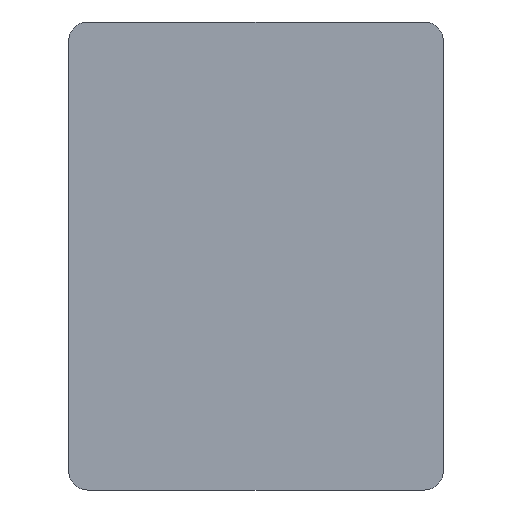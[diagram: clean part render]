
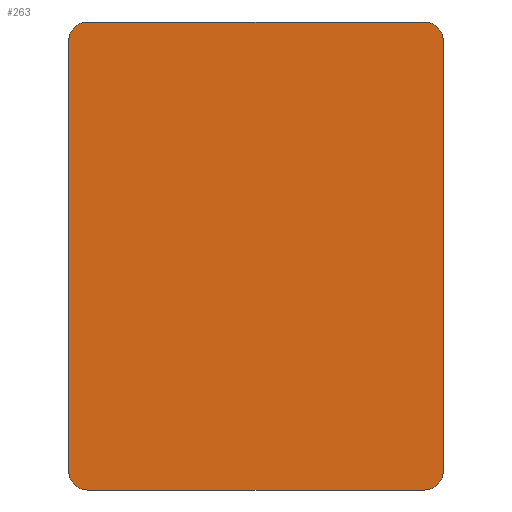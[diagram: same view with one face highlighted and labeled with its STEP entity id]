
A CAD part, front view. The second image highlights one B-rep face of the part: STEP entity #263.
In plain terms, the highlighted planar face has unit normal (0, -1, 0).
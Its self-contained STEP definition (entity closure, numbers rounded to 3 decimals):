
#3 = EDGE_CURVE ( 'NONE', #32, #75, #324, .T. ) ;
#4 = ORIENTED_EDGE ( 'NONE', *, *, #233, .T. ) ;
#7 = CARTESIAN_POINT ( 'NONE',  ( -18., 0., 25. ) ) ;
#8 = CARTESIAN_POINT ( 'NONE',  ( -20., 0., -25. ) ) ;
#11 = LINE ( 'NONE', #138, #160 ) ;
#32 = VERTEX_POINT ( 'NONE', #7 ) ;
#33 = EDGE_LOOP ( 'NONE', ( #323, #99, #82, #4, #178, #249, #268, #198 ) ) ;
#35 = EDGE_CURVE ( 'NONE', #152, #47, #273, .T. ) ;
#37 = LINE ( 'NONE', #206, #222 ) ;
#39 = EDGE_CURVE ( 'NONE', #297, #227, #219, .T. ) ;
#41 = CARTESIAN_POINT ( 'NONE',  ( 18., 0., -23. ) ) ;
#42 = CARTESIAN_POINT ( 'NONE',  ( -18., 0., -25. ) ) ;
#44 = DIRECTION ( 'NONE',  ( 0., -1., 0. ) ) ;
#45 = EDGE_CURVE ( 'NONE', #118, #75, #93, .T. ) ;
#47 = VERTEX_POINT ( 'NONE', #42 ) ;
#53 = AXIS2_PLACEMENT_3D ( 'NONE', #41, #229, #74 ) ;
#65 = EDGE_CURVE ( 'NONE', #297, #121, #37, .T. ) ;
#68 = CARTESIAN_POINT ( 'NONE',  ( 18., 0., 23. ) ) ;
#69 = CIRCLE ( 'NONE', #334, 2. ) ;
#72 = DIRECTION ( 'NONE',  ( 0., -1., 0. ) ) ;
#74 = DIRECTION ( 'NONE',  ( 0., 0., 1. ) ) ;
#75 = VERTEX_POINT ( 'NONE', #333 ) ;
#78 = CARTESIAN_POINT ( 'NONE',  ( 20., 0., -23. ) ) ;
#82 = ORIENTED_EDGE ( 'NONE', *, *, #35, .F. ) ;
#86 = DIRECTION ( 'NONE',  ( 1., 0., 0. ) ) ;
#93 = LINE ( 'NONE', #158, #253 ) ;
#99 = ORIENTED_EDGE ( 'NONE', *, *, #187, .T. ) ;
#100 = VECTOR ( 'NONE', #223, 1000. ) ;
#105 = CARTESIAN_POINT ( 'NONE',  ( -20., 0., -23. ) ) ;
#110 = DIRECTION ( 'NONE',  ( 0., -1., 0. ) ) ;
#111 = AXIS2_PLACEMENT_3D ( 'NONE', #112, #166, #319 ) ;
#112 = CARTESIAN_POINT ( 'NONE',  ( 0., 0., 0. ) ) ;
#116 = AXIS2_PLACEMENT_3D ( 'NONE', #68, #44, #202 ) ;
#118 = VERTEX_POINT ( 'NONE', #105 ) ;
#121 = VERTEX_POINT ( 'NONE', #78 ) ;
#138 = CARTESIAN_POINT ( 'NONE',  ( -20., 0., 25. ) ) ;
#139 = CARTESIAN_POINT ( 'NONE',  ( 20., 0., 23. ) ) ;
#152 = VERTEX_POINT ( 'NONE', #232 ) ;
#156 = DIRECTION ( 'NONE',  ( 0., 0., 1. ) ) ;
#158 = CARTESIAN_POINT ( 'NONE',  ( -20., 0., -25. ) ) ;
#160 = VECTOR ( 'NONE', #86, 1000. ) ;
#164 = DIRECTION ( 'NONE',  ( 0., 0., -1. ) ) ;
#166 = DIRECTION ( 'NONE',  ( 0., 1., 0. ) ) ;
#168 = CARTESIAN_POINT ( 'NONE',  ( 18., 0., 25. ) ) ;
#178 = ORIENTED_EDGE ( 'NONE', *, *, #65, .F. ) ;
#187 = EDGE_CURVE ( 'NONE', #118, #47, #69, .T. ) ;
#198 = ORIENTED_EDGE ( 'NONE', *, *, #3, .T. ) ;
#202 = DIRECTION ( 'NONE',  ( 0., 0., 1. ) ) ;
#206 = CARTESIAN_POINT ( 'NONE',  ( 20., 0., -25. ) ) ;
#214 = PLANE ( 'NONE',  #111 ) ;
#219 = CIRCLE ( 'NONE', #116, 2. ) ;
#222 = VECTOR ( 'NONE', #164, 1000. ) ;
#223 = DIRECTION ( 'NONE',  ( -1., 0., 0. ) ) ;
#227 = VERTEX_POINT ( 'NONE', #168 ) ;
#229 = DIRECTION ( 'NONE',  ( 0., -1., 0. ) ) ;
#232 = CARTESIAN_POINT ( 'NONE',  ( 18., 0., -25. ) ) ;
#233 = EDGE_CURVE ( 'NONE', #152, #121, #281, .T. ) ;
#249 = ORIENTED_EDGE ( 'NONE', *, *, #39, .T. ) ;
#253 = VECTOR ( 'NONE', #156, 1000. ) ;
#261 = CARTESIAN_POINT ( 'NONE',  ( -18., 0., -23. ) ) ;
#263 = ADVANCED_FACE ( 'NONE', ( #301 ), #214, .F. ) ;
#267 = AXIS2_PLACEMENT_3D ( 'NONE', #280, #72, #305 ) ;
#268 = ORIENTED_EDGE ( 'NONE', *, *, #274, .F. ) ;
#273 = LINE ( 'NONE', #8, #100 ) ;
#274 = EDGE_CURVE ( 'NONE', #32, #227, #11, .T. ) ;
#280 = CARTESIAN_POINT ( 'NONE',  ( -18., 0., 23. ) ) ;
#281 = CIRCLE ( 'NONE', #53, 2. ) ;
#297 = VERTEX_POINT ( 'NONE', #139 ) ;
#301 = FACE_OUTER_BOUND ( 'NONE', #33, .T. ) ;
#305 = DIRECTION ( 'NONE',  ( 0., 0., 1. ) ) ;
#311 = DIRECTION ( 'NONE',  ( 0., 0., 1. ) ) ;
#319 = DIRECTION ( 'NONE',  ( 0., 0., 1. ) ) ;
#323 = ORIENTED_EDGE ( 'NONE', *, *, #45, .F. ) ;
#324 = CIRCLE ( 'NONE', #267, 2. ) ;
#333 = CARTESIAN_POINT ( 'NONE',  ( -20., 0., 23. ) ) ;
#334 = AXIS2_PLACEMENT_3D ( 'NONE', #261, #110, #311 ) ;
